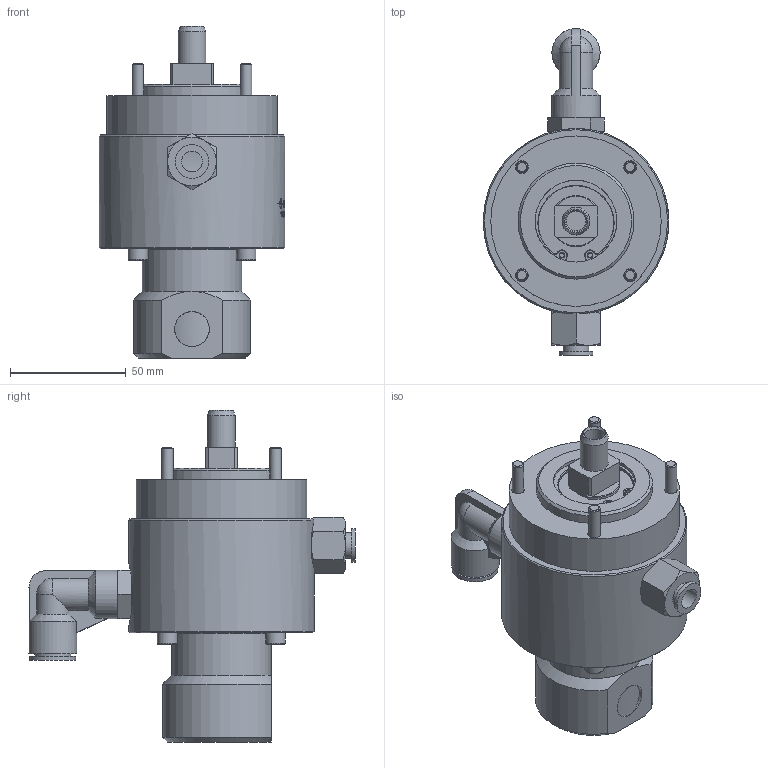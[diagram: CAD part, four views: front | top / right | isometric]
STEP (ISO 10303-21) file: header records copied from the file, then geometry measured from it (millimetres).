
FILE_DESCRIPTION(/* description */ (''),/* implementation_level */ '2;1');
FILE_NAME(/* name */ '1109-770-644-IC.stp',/* time_stamp */ '2020-05-21T12:58:31-05:00',/* author */ ('dyurkovich'),/* organization */ (''),/* preprocessor_version */ 'ST-DEVELOPER v18',/* originating_system */ 'Autodesk Inventor 2020',/* authorisation */ '');
FILE_SCHEMA (('AUTOMOTIVE_DESIGN { 1 0 10303 214 3 1 1 }'));
Products named in the file (1): 1109-770-644-IC
Bounding box: 80 x 140.92 x 143.18 mm (x, y, z)
Volume: 432552.9 mm3; surface area: 49777 mm2
Topology: 1 solids, 3 shells, 538 faces, 1419 edges, 951 vertices
Faces by surface type: plane 200, bspline 159, cylinder 105, cone 44, torus 28, sphere 2
Full cylindrical faces by diameter (mm): 2 x2, 5 x4, 5.5 x4, 8.5 x5, 9 x1, 11.2 x1, 11.984 x1, 14.5 x1, 14.95 x1, 15.5 x1, 16.662 x1, 18.16 x1, 18.72 x1, 19.75 x1, 20.8 x2, 35.275 x1, 37.25 x1, 43 x1, 44.31 x1, 49.991 x1, 73.5 x1, 80 x1
Entity records: 52473 total; most frequent: CARTESIAN_POINT 39566, ORIENTED_EDGE 2828, DIRECTION 2316, EDGE_CURVE 1414, VERTEX_POINT 951, AXIS2_PLACEMENT_3D 892, EDGE_LOOP 609, FACE_OUTER_BOUND 538
